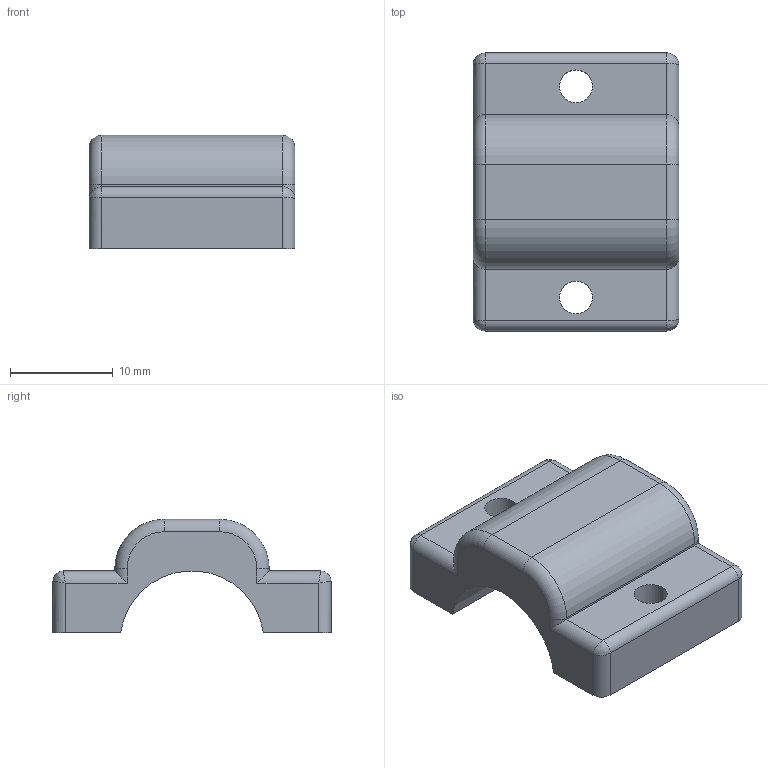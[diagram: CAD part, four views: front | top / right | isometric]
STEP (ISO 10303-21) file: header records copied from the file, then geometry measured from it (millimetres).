
FILE_DESCRIPTION (( 'STEP AP214' ), '1' );
FILE_NAME ('CASE_DISPLAY_FIXATION_060723.STEP', '2023-07-06T12:14:55', ( '' ), ( '' ), 'SwSTEP 2.0', 'SolidWorks 2020', '' );
FILE_SCHEMA (( 'AUTOMOTIVE_DESIGN' ));
Length unit declared in the file: millimetre
Products named in the file (1): CASE_DISPLAY_FIXATION_060723
Bounding box: 20 x 27 x 11 mm (x, y, z)
Volume: 3149.9 mm3; surface area: 1911.7 mm2
Topology: 1 solids, 1 shells, 42 faces, 100 edges, 56 vertices
Faces by surface type: cylinder 23, plane 11, bspline 4, torus 4
Entity records: 1352 total; most frequent: CARTESIAN_POINT 395, DIRECTION 196, ORIENTED_EDGE 192, EDGE_CURVE 96, AXIS2_PLACEMENT_3D 73, VERTEX_POINT 56, VECTOR 50, LINE 50
